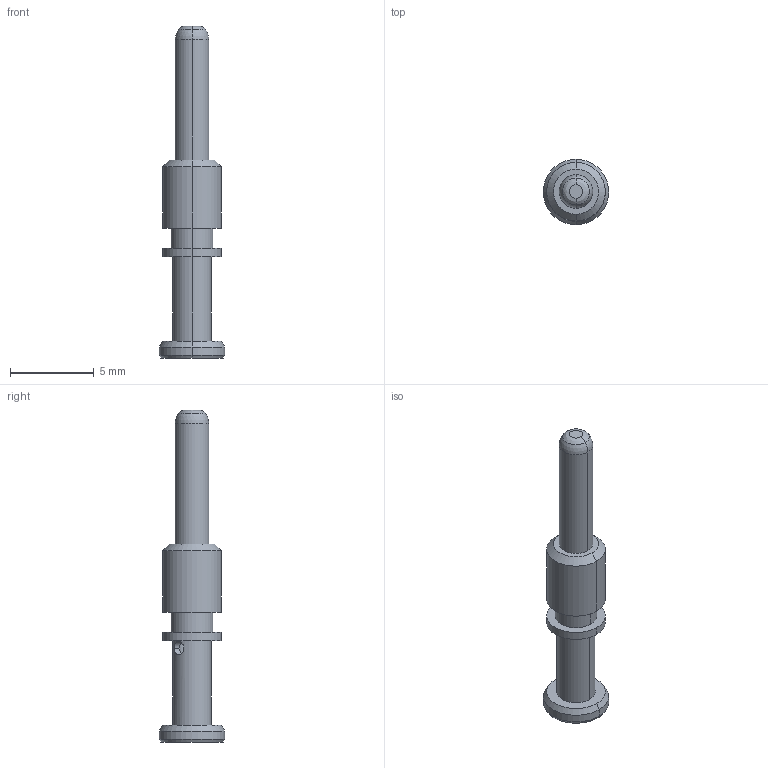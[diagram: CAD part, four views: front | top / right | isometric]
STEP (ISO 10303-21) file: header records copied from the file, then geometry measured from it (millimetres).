
FILE_DESCRIPTION((''),'2;1');
FILE_NAME('ST-20KP010_','2013-11-21T',('mbaumeister'),(''),'PRO/ENGINEER BY PARAMETRIC TECHNOLOGY CORPORATION, 2012480','PRO/ENGINEER BY PARAMETRIC TECHNOLOGY CORPORATION, 2012480','');
FILE_SCHEMA(('AUTOMOTIVE_DESIGN { 1 0 10303 214 1 1 1 1 }'));
Length unit declared in the file: millimetre
Products named in the file (1): ST-20KP010_
Bounding box: 3.9 x 3.9 x 19.8 mm (x, y, z)
Volume: 93.2 mm3; surface area: 223.8 mm2
Topology: 1 solids, 1 shells, 39 faces, 80 edges, 47 vertices
Faces by surface type: cylinder 16, cone 10, plane 7, torus 2, sphere 2, bspline 2
Entity records: 1179 total; most frequent: CARTESIAN_POINT 272, DIRECTION 196, ORIENTED_EDGE 156, AXIS2_PLACEMENT_3D 85, EDGE_CURVE 78, CIRCLE 48, VERTEX_POINT 47, EDGE_LOOP 47
